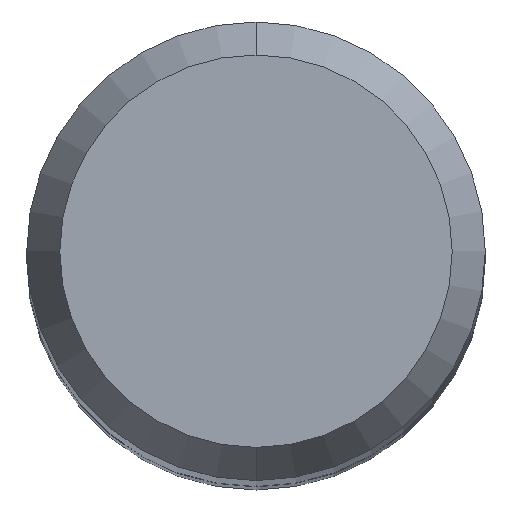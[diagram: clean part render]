
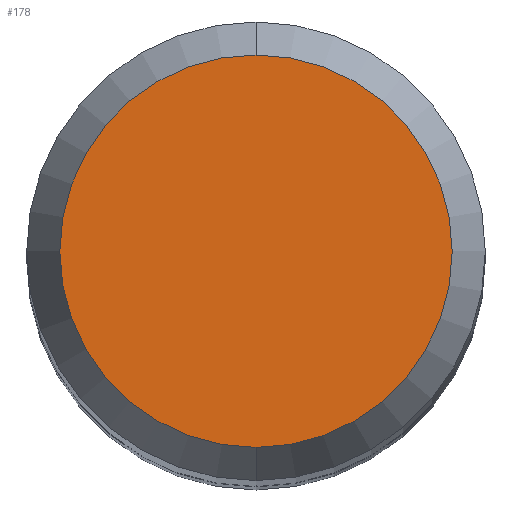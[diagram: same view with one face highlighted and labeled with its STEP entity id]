
A CAD part, top view. The second image highlights one B-rep face of the part: STEP entity #178.
In plain terms, the highlighted planar face has unit normal (0, 0, 1).
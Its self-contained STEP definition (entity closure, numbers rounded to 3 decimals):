
#100=EDGE_CURVE('',#184,#206,#238,.T.);
#176=EDGE_CURVE('',#206,#184,#325,.T.);
#178=ADVANCED_FACE('',(#327),#328,.T.);
#184=VERTEX_POINT('',#334);
#206=VERTEX_POINT('',#359);
#238=CIRCLE('',#384,1.358);
#325=CIRCLE('',#489,1.358);
#327=FACE_OUTER_BOUND('',#491,.T.);
#328=PLANE('',#492);
#334=CARTESIAN_POINT('',(0.,-1.358,0.01));
#359=CARTESIAN_POINT('',(0.0,1.358,0.01));
#384=AXIS2_PLACEMENT_3D('',#548,#549,#550);
#489=AXIS2_PLACEMENT_3D('',#669,#670,#671);
#491=EDGE_LOOP('',(#673,#674));
#492=AXIS2_PLACEMENT_3D('',#675,#676,#677);
#548=CARTESIAN_POINT('',(0.0,0.0,0.01));
#549=DIRECTION('',(0.0,0.0,-1.0));
#550=DIRECTION('',(0.0,1.0,0.0));
#669=CARTESIAN_POINT('',(0.0,0.0,0.01));
#670=DIRECTION('',(0.0,0.0,-1.0));
#671=DIRECTION('',(0.0,1.0,0.0));
#673=ORIENTED_EDGE('',*,*,#176,.F.);
#674=ORIENTED_EDGE('',*,*,#100,.F.);
#675=CARTESIAN_POINT('',(0.0,0.679,0.01));
#676=DIRECTION('',(-0.0,0.0,1.0));
#677=DIRECTION('',(0.0,-1.0,0.0));
